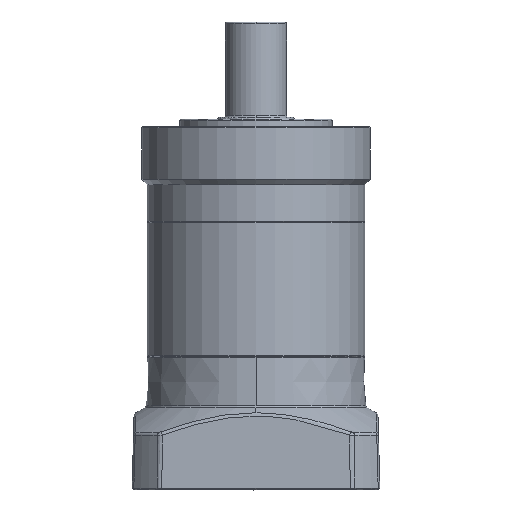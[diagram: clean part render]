
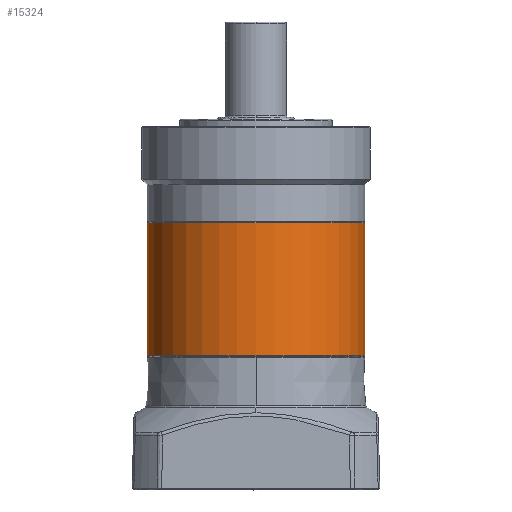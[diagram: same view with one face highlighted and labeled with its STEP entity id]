
A CAD part, front view. The second image highlights one B-rep face of the part: STEP entity #15324.
In plain terms, the highlighted cylindrical face has radius 57 mm (diameter 114 mm), a partial arc.
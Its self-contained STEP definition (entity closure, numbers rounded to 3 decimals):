
#486 = CARTESIAN_POINT ( 'NONE',  ( 57., 0., 70.2 ) ) ;
#1043 = AXIS2_PLACEMENT_3D ( 'NONE', #11577, #11568, #11531 ) ;
#1089 = VERTEX_POINT ( 'NONE', #29915 ) ;
#6242 = EDGE_LOOP ( 'NONE', ( #21618, #12083, #14342, #8832, #44620 ) ) ;
#7455 = CARTESIAN_POINT ( 'NONE',  ( 57., 0., 0.3 ) ) ;
#8832 = ORIENTED_EDGE ( 'NONE', *, *, #22031, .T. ) ;
#10902 = CARTESIAN_POINT ( 'NONE',  ( -57., 0., 70.2 ) ) ;
#11531 = DIRECTION ( 'NONE',  ( -1., 0., 0. ) ) ;
#11568 = DIRECTION ( 'NONE',  ( 0., 0., 1. ) ) ;
#11577 = CARTESIAN_POINT ( 'NONE',  ( 0., 0., 0.3 ) ) ;
#11894 = DIRECTION ( 'NONE',  ( -1., 0., 0. ) ) ;
#11935 = DIRECTION ( 'NONE',  ( 0., 0., -1. ) ) ;
#11989 = CARTESIAN_POINT ( 'NONE',  ( 0., 0., 70.2 ) ) ;
#12083 = ORIENTED_EDGE ( 'NONE', *, *, #27510, .T. ) ;
#12546 = EDGE_CURVE ( 'NONE', #1089, #44372, #31172, .T. ) ;
#13804 = DIRECTION ( 'NONE',  ( 0., 0., -1. ) ) ;
#13946 = DIRECTION ( 'NONE',  ( 0., 0., -1. ) ) ;
#14026 = CARTESIAN_POINT ( 'NONE',  ( 0., 0., 70.5 ) ) ;
#14342 = ORIENTED_EDGE ( 'NONE', *, *, #26349, .T. ) ;
#14510 = DIRECTION ( 'NONE',  ( -1., 0., 0. ) ) ;
#15185 = CARTESIAN_POINT ( 'NONE',  ( 57., 0., 70.5 ) ) ;
#15324 = ADVANCED_FACE ( 'NONE', ( #22582 ), #33214, .T. ) ;
#16240 = CIRCLE ( 'NONE', #41163, 57. ) ;
#16677 = EDGE_CURVE ( 'NONE', #26905, #44372, #36058, .T. ) ;
#19120 = CARTESIAN_POINT ( 'NONE',  ( 0., -57., 70.2 ) ) ;
#21463 = CIRCLE ( 'NONE', #33007, 57. ) ;
#21618 = ORIENTED_EDGE ( 'NONE', *, *, #16677, .F. ) ;
#22031 = EDGE_CURVE ( 'NONE', #31741, #1089, #38196, .T. ) ;
#22582 = FACE_OUTER_BOUND ( 'NONE', #6242, .T. ) ;
#26349 = EDGE_CURVE ( 'NONE', #34970, #31741, #21463, .T. ) ;
#26905 = VERTEX_POINT ( 'NONE', #486 ) ;
#27510 = EDGE_CURVE ( 'NONE', #26905, #34970, #16240, .T. ) ;
#28868 = VECTOR ( 'NONE', #44348, 1000. ) ;
#29915 = CARTESIAN_POINT ( 'NONE',  ( -57., 0., 0.3 ) ) ;
#30315 = DIRECTION ( 'NONE',  ( -1., 0., 0. ) ) ;
#30323 = DIRECTION ( 'NONE',  ( 0., 0., -1. ) ) ;
#30363 = CARTESIAN_POINT ( 'NONE',  ( 0., 0., 70.2 ) ) ;
#31172 = CIRCLE ( 'NONE', #1043, 57. ) ;
#31741 = VERTEX_POINT ( 'NONE', #10902 ) ;
#33007 = AXIS2_PLACEMENT_3D ( 'NONE', #11989, #11935, #11894 ) ;
#33214 = CYLINDRICAL_SURFACE ( 'NONE', #35353, 57. ) ;
#34970 = VERTEX_POINT ( 'NONE', #19120 ) ;
#35353 = AXIS2_PLACEMENT_3D ( 'NONE', #14026, #13804, #14510 ) ;
#36058 = LINE ( 'NONE', #15185, #40909 ) ;
#38196 = LINE ( 'NONE', #44297, #28868 ) ;
#40909 = VECTOR ( 'NONE', #13946, 1000. ) ;
#41163 = AXIS2_PLACEMENT_3D ( 'NONE', #30363, #30323, #30315 ) ;
#44297 = CARTESIAN_POINT ( 'NONE',  ( -57., 0., 70.5 ) ) ;
#44348 = DIRECTION ( 'NONE',  ( 0., 0., -1. ) ) ;
#44372 = VERTEX_POINT ( 'NONE', #7455 ) ;
#44620 = ORIENTED_EDGE ( 'NONE', *, *, #12546, .T. ) ;
